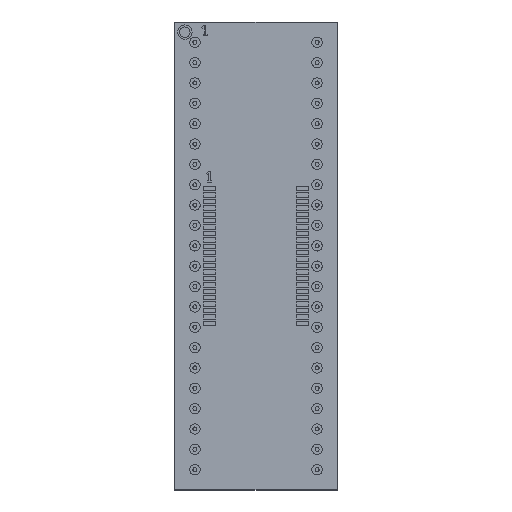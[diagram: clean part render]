
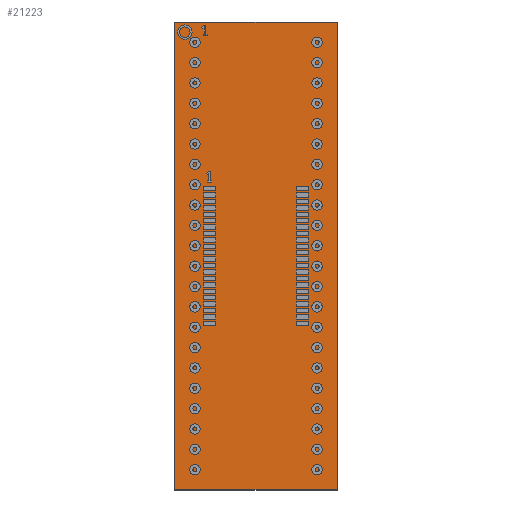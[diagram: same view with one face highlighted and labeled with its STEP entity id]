
A CAD part, top view. The second image highlights one B-rep face of the part: STEP entity #21223.
In plain terms, the highlighted free-form (B-spline) face has degree [1, 1] with [2, 2] control points.
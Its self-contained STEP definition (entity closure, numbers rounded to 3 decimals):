
#21184=CARTESIAN_POINT('',(-10.15,-30.47,3.8));
#21185=CARTESIAN_POINT('',(10.15,-30.47,3.8));
#21186=CARTESIAN_POINT('',(-10.15,27.93,3.8));
#21187=CARTESIAN_POINT('',(10.15,27.93,3.8));
#21188=B_SPLINE_SURFACE_WITH_KNOTS('',1,1,((#21184,#21186),(#21185,#21187)),.UNSPECIFIED.,.F.,.F.,.U.,(2,2),(2,2),(0.0,20.3),(0.0,58.4),.UNSPECIFIED.);
#21189=CARTESIAN_POINT('',(10.15,27.93,3.8));
#21190=VERTEX_POINT('',#21189);
#21191=CARTESIAN_POINT('',(10.15,-30.47,3.8));
#21192=VERTEX_POINT('',#21191);
#21193=CARTESIAN_POINT('',(10.15,27.93,3.8));
#21194=DIRECTION('',(0.0,-1.0,0.0));
#21195=VECTOR('',#21194,58.4);
#21196=LINE('',#21193,#21195);
#21197=EDGE_CURVE('',#21190,#21192,#21196,.T.);
#21198=ORIENTED_EDGE('',*,*,#21197,.F.);
#21199=CARTESIAN_POINT('',(-10.15,27.93,3.8));
#21200=VERTEX_POINT('',#21199);
#21201=CARTESIAN_POINT('',(-10.15,27.93,3.8));
#21202=DIRECTION('',(1.0,0.0,0.0));
#21203=VECTOR('',#21202,20.3);
#21204=LINE('',#21201,#21203);
#21205=EDGE_CURVE('',#21200,#21190,#21204,.T.);
#21206=ORIENTED_EDGE('',*,*,#21205,.F.);
#21207=CARTESIAN_POINT('',(-10.15,-30.47,3.8));
#21208=VERTEX_POINT('',#21207);
#21209=CARTESIAN_POINT('',(-10.15,-30.47,3.8));
#21210=DIRECTION('',(0.0,1.0,0.0));
#21211=VECTOR('',#21210,58.4);
#21212=LINE('',#21209,#21211);
#21213=EDGE_CURVE('',#21208,#21200,#21212,.T.);
#21214=ORIENTED_EDGE('',*,*,#21213,.F.);
#21215=CARTESIAN_POINT('',(10.15,-30.47,3.8));
#21216=DIRECTION('',(-1.0,0.0,0.0));
#21217=VECTOR('',#21216,20.3);
#21218=LINE('',#21215,#21217);
#21219=EDGE_CURVE('',#21192,#21208,#21218,.T.);
#21220=ORIENTED_EDGE('',*,*,#21219,.F.);
#21221=EDGE_LOOP('',(#21198,#21206,#21214,#21220));
#21222=FACE_OUTER_BOUND('',#21221,.T.);
#21223=ADVANCED_FACE('',(#21222),#21188,.T.);
